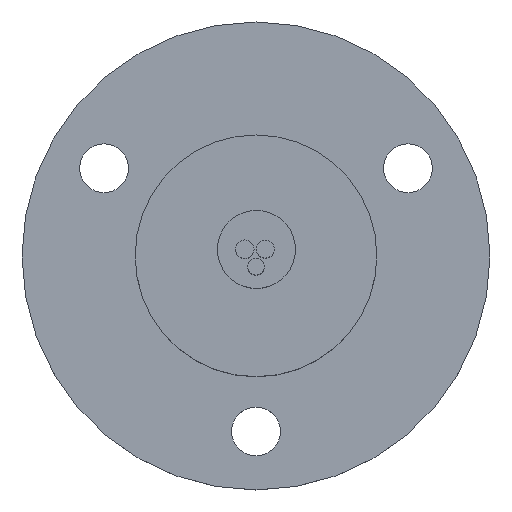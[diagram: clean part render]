
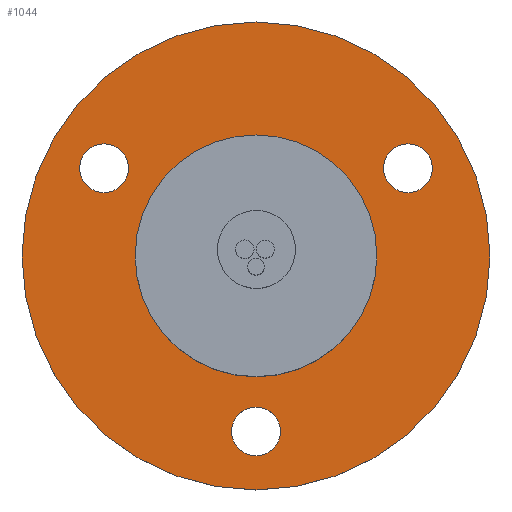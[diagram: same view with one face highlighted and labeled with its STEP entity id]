
A CAD part, top view. The second image highlights one B-rep face of the part: STEP entity #1044.
In plain terms, the highlighted planar face has unit normal (0, 0, 1).
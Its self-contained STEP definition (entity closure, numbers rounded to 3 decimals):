
#25 = DIRECTION ( 'NONE',  ( 1., 0., 0. ) ) ;
#30 = DIRECTION ( 'NONE',  ( 0., 0., 1. ) ) ;
#38 = EDGE_CURVE ( 'NONE', #52, #952, #856, .T. ) ;
#40 = DIRECTION ( 'NONE',  ( 0., 0., 1. ) ) ;
#52 = VERTEX_POINT ( 'NONE', #837 ) ;
#57 = ORIENTED_EDGE ( 'NONE', *, *, #38, .F. ) ;
#63 = CARTESIAN_POINT ( 'NONE',  ( 0., -9., 1.25 ) ) ;
#64 = DIRECTION ( 'NONE',  ( 1., 0., 0. ) ) ;
#69 = VERTEX_POINT ( 'NONE', #328 ) ;
#87 = FACE_OUTER_BOUND ( 'NONE', #246, .T. ) ;
#89 = AXIS2_PLACEMENT_3D ( 'NONE', #63, #671, #150 ) ;
#103 = CIRCLE ( 'NONE', #164, 1.25 ) ;
#114 = FACE_BOUND ( 'NONE', #964, .T. ) ;
#120 = PLANE ( 'NONE',  #612 ) ;
#127 = DIRECTION ( 'NONE',  ( 0., 0., 1. ) ) ;
#150 = DIRECTION ( 'NONE',  ( 1., 0., 0. ) ) ;
#155 = AXIS2_PLACEMENT_3D ( 'NONE', #1052, #540, #25 ) ;
#159 = EDGE_LOOP ( 'NONE', ( #946, #823 ) ) ;
#164 = AXIS2_PLACEMENT_3D ( 'NONE', #919, #409, #1003 ) ;
#170 = ORIENTED_EDGE ( 'NONE', *, *, #1054, .F. ) ;
#172 = ORIENTED_EDGE ( 'NONE', *, *, #976, .F. ) ;
#197 = DIRECTION ( 'NONE',  ( 0., 0., 1. ) ) ;
#199 = VERTEX_POINT ( 'NONE', #647 ) ;
#202 = VERTEX_POINT ( 'NONE', #387 ) ;
#211 = EDGE_CURVE ( 'NONE', #69, #916, #311, .T. ) ;
#224 = CIRCLE ( 'NONE', #739, 12. ) ;
#246 = EDGE_LOOP ( 'NONE', ( #607, #418 ) ) ;
#279 = CARTESIAN_POINT ( 'NONE',  ( -6.2, 0., 1.25 ) ) ;
#285 = DIRECTION ( 'NONE',  ( 0., 0., 1. ) ) ;
#295 = DIRECTION ( 'NONE',  ( 1., 0., 0. ) ) ;
#300 = AXIS2_PLACEMENT_3D ( 'NONE', #715, #197, #796 ) ;
#311 = CIRCLE ( 'NONE', #766, 1.25 ) ;
#313 = EDGE_CURVE ( 'NONE', #517, #202, #103, .T. ) ;
#322 = FACE_BOUND ( 'NONE', #159, .T. ) ;
#323 = CIRCLE ( 'NONE', #155, 12. ) ;
#328 = CARTESIAN_POINT ( 'NONE',  ( 6.544, 4.5, 1.25 ) ) ;
#344 = CARTESIAN_POINT ( 'NONE',  ( 12., 0., 1.25 ) ) ;
#348 = EDGE_CURVE ( 'NONE', #934, #199, #535, .T. ) ;
#387 = CARTESIAN_POINT ( 'NONE',  ( -6.544, 4.5, 1.25 ) ) ;
#391 = DIRECTION ( 'NONE',  ( 0., 0., 1. ) ) ;
#409 = DIRECTION ( 'NONE',  ( 0., 0., 1. ) ) ;
#418 = ORIENTED_EDGE ( 'NONE', *, *, #583, .T. ) ;
#453 = CARTESIAN_POINT ( 'NONE',  ( 0., 0., 1.25 ) ) ;
#479 = VERTEX_POINT ( 'NONE', #344 ) ;
#492 = ORIENTED_EDGE ( 'NONE', *, *, #313, .F. ) ;
#517 = VERTEX_POINT ( 'NONE', #614 ) ;
#519 = VERTEX_POINT ( 'NONE', #528 ) ;
#528 = CARTESIAN_POINT ( 'NONE',  ( -12., 0., 1.25 ) ) ;
#535 = CIRCLE ( 'NONE', #690, 6.2 ) ;
#536 = DIRECTION ( 'NONE',  ( 1., 0., 0. ) ) ;
#540 = DIRECTION ( 'NONE',  ( 0., 0., 1. ) ) ;
#546 = FACE_BOUND ( 'NONE', #840, .T. ) ;
#547 = CIRCLE ( 'NONE', #300, 1.25 ) ;
#554 = AXIS2_PLACEMENT_3D ( 'NONE', #648, #127, #731 ) ;
#555 = CARTESIAN_POINT ( 'NONE',  ( 0., -9., 1.25 ) ) ;
#583 = EDGE_CURVE ( 'NONE', #479, #519, #323, .T. ) ;
#586 = DIRECTION ( 'NONE',  ( 0., 0., 1. ) ) ;
#601 = EDGE_CURVE ( 'NONE', #202, #517, #547, .T. ) ;
#607 = ORIENTED_EDGE ( 'NONE', *, *, #883, .T. ) ;
#612 = AXIS2_PLACEMENT_3D ( 'NONE', #974, #30, #295 ) ;
#614 = CARTESIAN_POINT ( 'NONE',  ( -9.044, 4.5, 1.25 ) ) ;
#640 = ORIENTED_EDGE ( 'NONE', *, *, #601, .F. ) ;
#645 = DIRECTION ( 'NONE',  ( 1., 0., 0. ) ) ;
#647 = CARTESIAN_POINT ( 'NONE',  ( 6.2, 0., 1.25 ) ) ;
#648 = CARTESIAN_POINT ( 'NONE',  ( 7.794, 4.5, 1.25 ) ) ;
#651 = AXIS2_PLACEMENT_3D ( 'NONE', #555, #40, #645 ) ;
#671 = DIRECTION ( 'NONE',  ( 0., 0., 1. ) ) ;
#690 = AXIS2_PLACEMENT_3D ( 'NONE', #1094, #586, #64 ) ;
#715 = CARTESIAN_POINT ( 'NONE',  ( -7.794, 4.5, 1.25 ) ) ;
#731 = DIRECTION ( 'NONE',  ( 1., 0., 0. ) ) ;
#739 = AXIS2_PLACEMENT_3D ( 'NONE', #453, #1048, #536 ) ;
#750 = CIRCLE ( 'NONE', #651, 1.25 ) ;
#766 = AXIS2_PLACEMENT_3D ( 'NONE', #903, #391, #986 ) ;
#771 = FACE_BOUND ( 'NONE', #1064, .T. ) ;
#787 = CARTESIAN_POINT ( 'NONE',  ( 9.044, 4.5, 1.25 ) ) ;
#795 = CARTESIAN_POINT ( 'NONE',  ( 1.25, -9., 1.25 ) ) ;
#796 = DIRECTION ( 'NONE',  ( 1., 0., 0. ) ) ;
#797 = CARTESIAN_POINT ( 'NONE',  ( 0., 0., 1.25 ) ) ;
#823 = ORIENTED_EDGE ( 'NONE', *, *, #1114, .F. ) ;
#837 = CARTESIAN_POINT ( 'NONE',  ( -1.25, -9., 1.25 ) ) ;
#840 = EDGE_LOOP ( 'NONE', ( #1049, #172 ) ) ;
#856 = CIRCLE ( 'NONE', #89, 1.25 ) ;
#883 = EDGE_CURVE ( 'NONE', #519, #479, #224, .T. ) ;
#887 = DIRECTION ( 'NONE',  ( 1., 0., 0. ) ) ;
#903 = CARTESIAN_POINT ( 'NONE',  ( 7.794, 4.5, 1.25 ) ) ;
#916 = VERTEX_POINT ( 'NONE', #787 ) ;
#919 = CARTESIAN_POINT ( 'NONE',  ( -7.794, 4.5, 1.25 ) ) ;
#934 = VERTEX_POINT ( 'NONE', #279 ) ;
#946 = ORIENTED_EDGE ( 'NONE', *, *, #211, .F. ) ;
#952 = VERTEX_POINT ( 'NONE', #795 ) ;
#964 = EDGE_LOOP ( 'NONE', ( #57, #170 ) ) ;
#971 = CIRCLE ( 'NONE', #554, 1.25 ) ;
#974 = CARTESIAN_POINT ( 'NONE',  ( 0., 0., 1.25 ) ) ;
#976 = EDGE_CURVE ( 'NONE', #199, #934, #1082, .T. ) ;
#986 = DIRECTION ( 'NONE',  ( 1., 0., 0. ) ) ;
#1003 = DIRECTION ( 'NONE',  ( 1., 0., 0. ) ) ;
#1044 = ADVANCED_FACE ( 'NONE', ( #771, #87, #114, #322, #546 ), #120, .T. ) ;
#1048 = DIRECTION ( 'NONE',  ( 0., 0., 1. ) ) ;
#1049 = ORIENTED_EDGE ( 'NONE', *, *, #348, .F. ) ;
#1052 = CARTESIAN_POINT ( 'NONE',  ( 0., 0., 1.25 ) ) ;
#1054 = EDGE_CURVE ( 'NONE', #952, #52, #750, .T. ) ;
#1064 = EDGE_LOOP ( 'NONE', ( #492, #640 ) ) ;
#1068 = AXIS2_PLACEMENT_3D ( 'NONE', #797, #285, #887 ) ;
#1082 = CIRCLE ( 'NONE', #1068, 6.2 ) ;
#1094 = CARTESIAN_POINT ( 'NONE',  ( 0., 0., 1.25 ) ) ;
#1114 = EDGE_CURVE ( 'NONE', #916, #69, #971, .T. ) ;
